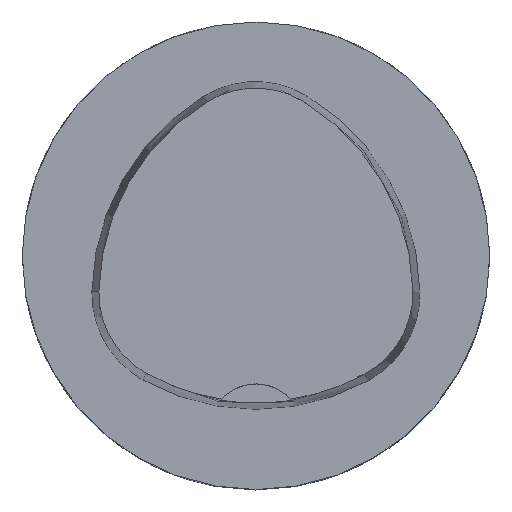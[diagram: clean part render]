
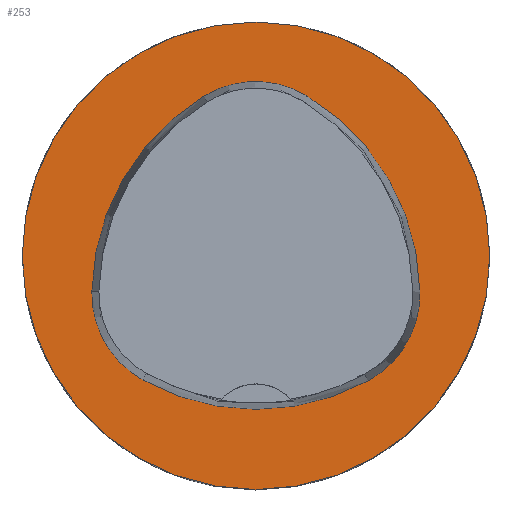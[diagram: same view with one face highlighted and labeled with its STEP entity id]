
A CAD part, top view. The second image highlights one B-rep face of the part: STEP entity #253.
In plain terms, the highlighted planar face has unit normal (0, 0, 1).
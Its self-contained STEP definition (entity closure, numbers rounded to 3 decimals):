
#253=ADVANCED_FACE('',(#517,#518),#317,.T.);
#317=PLANE('',#1507);
#517=FACE_BOUND('',#562,.T.);
#518=FACE_BOUND('',#563,.T.);
#562=EDGE_LOOP('',(#760,#761,#762,#763,#764,#765));
#563=EDGE_LOOP('',(#766));
#760=ORIENTED_EDGE('',*,*,#1206,.T.);
#761=ORIENTED_EDGE('',*,*,#1186,.T.);
#762=ORIENTED_EDGE('',*,*,#1190,.T.);
#763=ORIENTED_EDGE('',*,*,#1193,.T.);
#764=ORIENTED_EDGE('',*,*,#1196,.T.);
#765=ORIENTED_EDGE('',*,*,#1204,.T.);
#766=ORIENTED_EDGE('',*,*,#1209,.F.);
#1048=VERTEX_POINT('',#2281);
#1049=VERTEX_POINT('',#2282);
#1052=VERTEX_POINT('',#2290);
#1054=VERTEX_POINT('',#2296);
#1056=VERTEX_POINT('',#2302);
#1063=VERTEX_POINT('',#2323);
#1064=VERTEX_POINT('',#2333);
#1186=EDGE_CURVE('',#1048,#1049,#1320,.T.);
#1190=EDGE_CURVE('',#1049,#1052,#1322,.T.);
#1193=EDGE_CURVE('',#1052,#1054,#1324,.T.);
#1196=EDGE_CURVE('',#1054,#1056,#1326,.T.);
#1204=EDGE_CURVE('',#1056,#1063,#1330,.T.);
#1206=EDGE_CURVE('',#1063,#1048,#1332,.T.);
#1209=EDGE_CURVE('',#1064,#1064,#1335,.T.);
#1320=CIRCLE('',#1484,20.);
#1322=CIRCLE('',#1487,8.5);
#1324=CIRCLE('',#1490,20.);
#1326=CIRCLE('',#1493,8.5);
#1330=CIRCLE('',#1498,20.);
#1332=CIRCLE('',#1501,8.5);
#1335=CIRCLE('',#1506,20.);
#1484=AXIS2_PLACEMENT_3D('',#2280,#1730,#1731);
#1487=AXIS2_PLACEMENT_3D('',#2289,#1738,#1739);
#1490=AXIS2_PLACEMENT_3D('',#2295,#1745,#1746);
#1493=AXIS2_PLACEMENT_3D('',#2301,#1752,#1753);
#1498=AXIS2_PLACEMENT_3D('',#2324,#1764,#1765);
#1501=AXIS2_PLACEMENT_3D('',#2327,#1770,#1771);
#1506=AXIS2_PLACEMENT_3D('',#2332,#1780,#1781);
#1507=AXIS2_PLACEMENT_3D('',#2334,#1782,#1783);
#1730=DIRECTION('',(0.,0.,-1.));
#1731=DIRECTION('',(-1.,0.,0.));
#1738=DIRECTION('',(0.,0.,-1.));
#1739=DIRECTION('',(-1.,0.,0.));
#1745=DIRECTION('',(0.,0.,-1.));
#1746=DIRECTION('',(-1.,0.,0.));
#1752=DIRECTION('',(0.,0.,-1.));
#1753=DIRECTION('',(-1.,0.,0.));
#1764=DIRECTION('',(0.,0.,-1.));
#1765=DIRECTION('',(-1.,0.,0.));
#1770=DIRECTION('',(0.,0.,-1.));
#1771=DIRECTION('',(-1.,0.,0.));
#1780=DIRECTION('',(0.,0.,-1.));
#1781=DIRECTION('',(-1.,0.,0.));
#1782=DIRECTION('',(0.,0.,1.));
#1783=DIRECTION('',(1.,0.,0.));
#2280=CARTESIAN_POINT('',(5.955,-3.414,0.));
#2281=CARTESIAN_POINT('',(-14.041,-3.042,0.));
#2282=CARTESIAN_POINT('',(-4.472,13.653,0.));
#2289=CARTESIAN_POINT('',(-0.04,6.4,0.));
#2290=CARTESIAN_POINT('',(4.347,13.68,0.));
#2295=CARTESIAN_POINT('',(-5.976,-3.45,0.));
#2296=CARTESIAN_POINT('',(14.021,-3.075,0.));
#2301=CARTESIAN_POINT('',(5.522,-3.235,0.));
#2302=CARTESIAN_POINT('',(9.588,-10.699,0.));
#2323=CARTESIAN_POINT('',(-9.655,-10.639,0.));
#2324=CARTESIAN_POINT('',(0.022,6.864,0.));
#2327=CARTESIAN_POINT('',(-5.543,-3.2,0.));
#2332=CARTESIAN_POINT('',(0.,0.,
0.));
#2333=CARTESIAN_POINT('',(-20.,0.,0.));
#2334=CARTESIAN_POINT('',(0.,0.,
0.));
